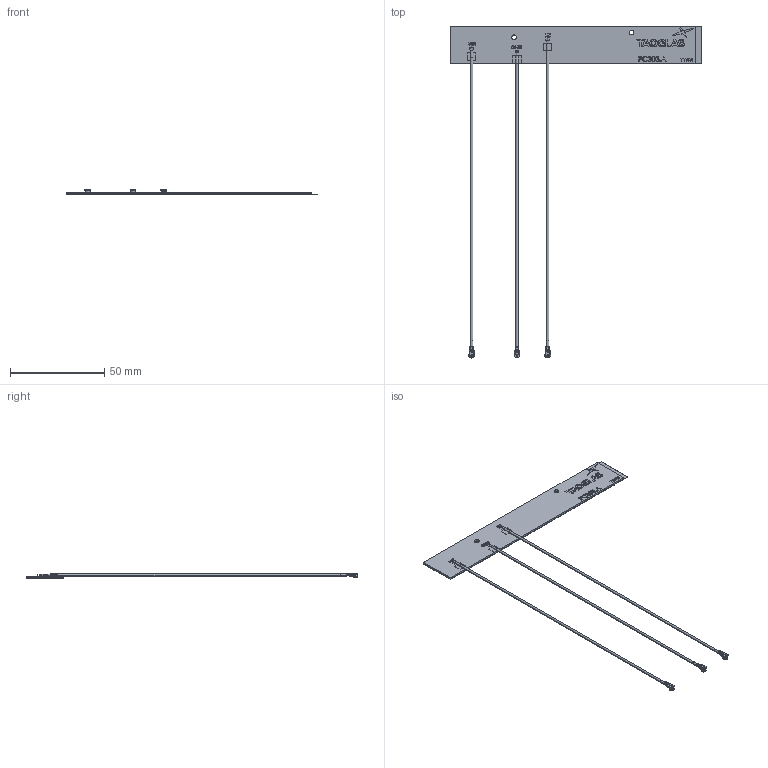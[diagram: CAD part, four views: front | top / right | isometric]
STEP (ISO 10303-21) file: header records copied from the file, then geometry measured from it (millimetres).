
FILE_DESCRIPTION (( 'STEP AP214' ), '1' );
FILE_NAME ('PC303.A.001 WEB STEP.STEP', '2025-11-04T16:02:26', ( '' ), ( '' ), 'SwSTEP 2.0', 'SolidWorks 2024', '' );
FILE_SCHEMA (( 'AUTOMOTIVE_DESIGN' ));
Length unit declared in the file: millimetre
Products named in the file (1): PC303.A.001 WEB STEP
Bounding box: 133 x 176.04 x 2.7 mm (x, y, z)
Surface area: 18344.9 mm2 (no closed solid volume)
Topology: 0 solids, 12 shells, 1614 faces, 4549 edges, 3058 vertices
Faces by surface type: plane 1002, bspline 279, cylinder 270, cone 63
Entity records: 63594 total; most frequent: CARTESIAN_POINT 23853, ORIENTED_EDGE 9068, DIRECTION 6773, EDGE_CURVE 4537, VECTOR 3209, LINE 3209, VERTEX_POINT 3058, AXIS2_PLACEMENT_3D 1782
